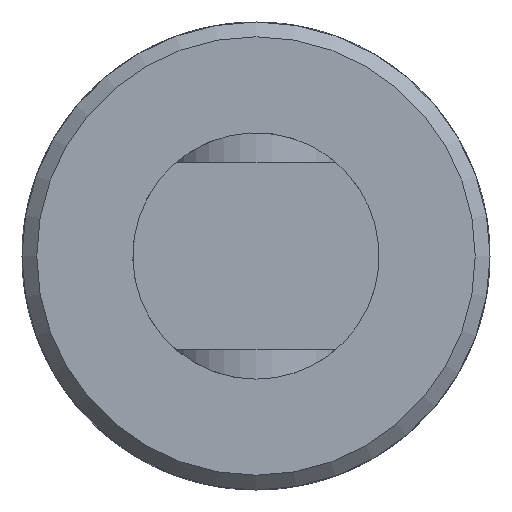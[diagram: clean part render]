
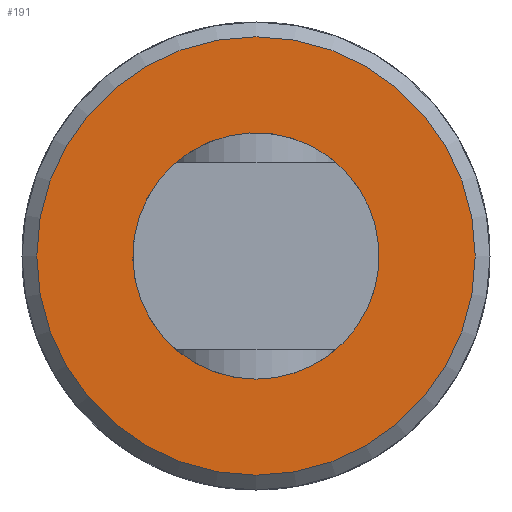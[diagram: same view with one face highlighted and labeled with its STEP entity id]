
A CAD part, left-side view. The second image highlights one B-rep face of the part: STEP entity #191.
In plain terms, the highlighted planar face has unit normal (-1, 0, 0).
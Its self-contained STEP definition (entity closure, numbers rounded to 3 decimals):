
#191 = ADVANCED_FACE( '', ( #408, #409 ), #410, .F. );
#408 = FACE_OUTER_BOUND( '', #714, .T. );
#409 = FACE_BOUND( '', #715, .T. );
#410 = PLANE( '', #716 );
#714 = EDGE_LOOP( '', ( #1020 ) );
#715 = EDGE_LOOP( '', ( #1021 ) );
#716 = AXIS2_PLACEMENT_3D( '', #1022, #1023, #1024 );
#1020 = ORIENTED_EDGE( '', *, *, #1673, .F. );
#1021 = ORIENTED_EDGE( '', *, *, #1674, .T. );
#1022 = CARTESIAN_POINT( '', ( 0., 0., 0. ) );
#1023 = DIRECTION( '', ( 1., 0., 0. ) );
#1024 = DIRECTION( '', ( 0., 0., -1. ) );
#1673 = EDGE_CURVE( '', #1931, #1931, #1932, .T. );
#1674 = EDGE_CURVE( '', #1933, #1933, #1934, .T. );
#1931 = VERTEX_POINT( '', #2360 );
#1932 = CIRCLE( '', #2361, 44.5 );
#1933 = VERTEX_POINT( '', #2362 );
#1934 = CIRCLE( '', #2363, 25. );
#2360 = CARTESIAN_POINT( '', ( 0., 0., -44.5 ) );
#2361 = AXIS2_PLACEMENT_3D( '', #4036, #4037, #4038 );
#2362 = CARTESIAN_POINT( '', ( 0., 0., -25. ) );
#2363 = AXIS2_PLACEMENT_3D( '', #4039, #4040, #4041 );
#4036 = CARTESIAN_POINT( '', ( 0., 0., 0. ) );
#4037 = DIRECTION( '', ( 1., 0., 0. ) );
#4038 = DIRECTION( '', ( 0., 0., -1. ) );
#4039 = CARTESIAN_POINT( '', ( 0., 0., 0. ) );
#4040 = DIRECTION( '', ( 1., 0., 0. ) );
#4041 = DIRECTION( '', ( 0., 0., -1. ) );
